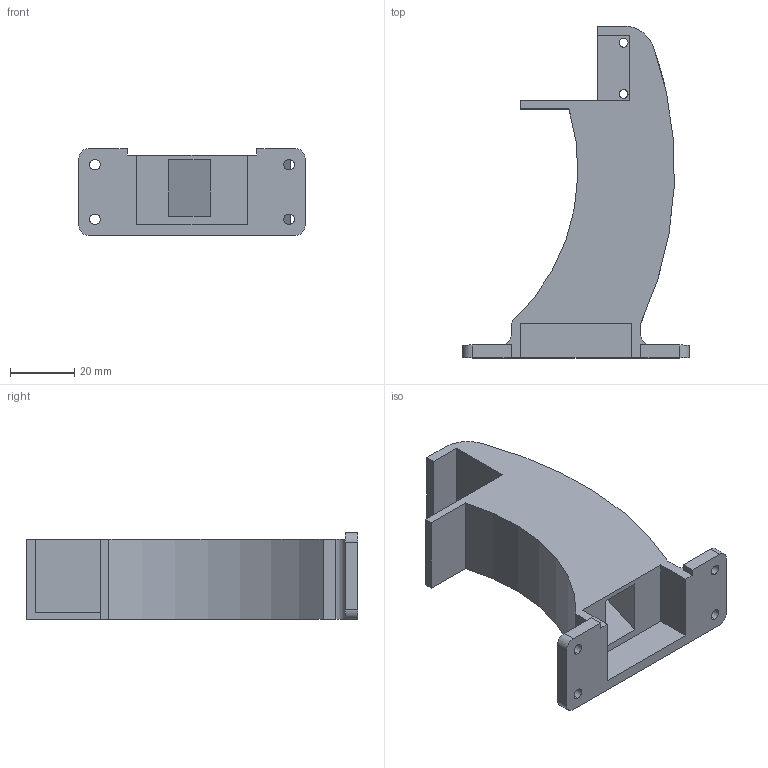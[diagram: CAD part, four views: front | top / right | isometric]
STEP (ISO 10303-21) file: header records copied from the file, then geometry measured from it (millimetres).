
FILE_DESCRIPTION (( 'STEP AP214' ), '1' );
FILE_NAME ('neck.STEP', '2024-08-12T20:15:43', ( '' ), ( '' ), 'SwSTEP 2.0', 'SolidWorks 2018', '' );
FILE_SCHEMA (( 'AUTOMOTIVE_DESIGN' ));
Length unit declared in the file: millimetre
Products named in the file (1): neck
Bounding box: 70.4 x 103.3 x 27 mm (x, y, z)
Volume: 54001.4 mm3; surface area: 21229.6 mm2
Topology: 1 solids, 1 shells, 67 faces, 182 edges, 121 vertices
Faces by surface type: plane 38, cylinder 29
Entity records: 2190 total; most frequent: DIRECTION 378, CARTESIAN_POINT 371, ORIENTED_EDGE 364, EDGE_CURVE 182, AXIS2_PLACEMENT_3D 128, LINE 122, VECTOR 122, VERTEX_POINT 121
